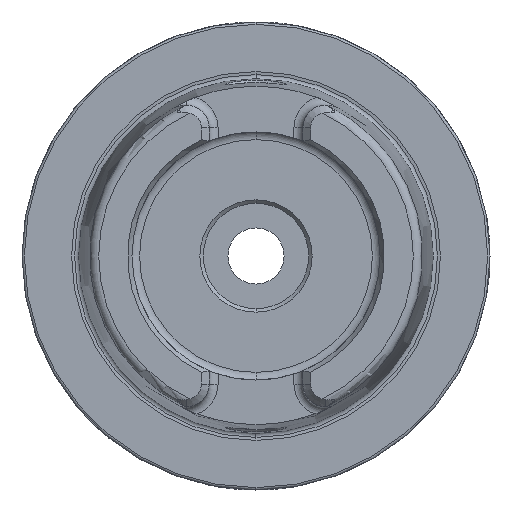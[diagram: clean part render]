
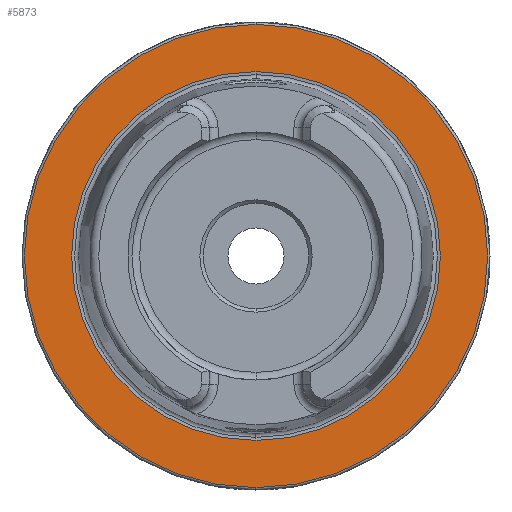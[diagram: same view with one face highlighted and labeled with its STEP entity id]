
A CAD part, left-side view. The second image highlights one B-rep face of the part: STEP entity #5873.
In plain terms, the highlighted planar face has unit normal (-1, 0, 0).
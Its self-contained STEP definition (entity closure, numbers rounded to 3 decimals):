
#644 = CARTESIAN_POINT ( 'NONE',  ( 0., 49.5, 0. ) ) ;
#657 = FACE_BOUND ( 'NONE', #4101, .T. ) ;
#660 = FACE_OUTER_BOUND ( 'NONE', #4005, .T. ) ;
#661 = PLANE ( 'NONE',  #5613 ) ;
#664 = DIRECTION ( 'NONE',  ( 1., 0., 0. ) ) ;
#665 = DIRECTION ( 'NONE',  ( 0., 0., -1. ) ) ;
#714 = DIRECTION ( 'NONE',  ( 0., 0., 1. ) ) ;
#717 = CARTESIAN_POINT ( 'NONE',  ( 0., 0., 0. ) ) ;
#719 = DIRECTION ( 'NONE',  ( -1., 0., 0. ) ) ;
#928 = CARTESIAN_POINT ( 'NONE',  ( 0., 0., 49.5 ) ) ;
#1126 = DIRECTION ( 'NONE',  ( 0., 0., 1. ) ) ;
#1195 = DIRECTION ( 'NONE',  ( -1., 0., 0. ) ) ;
#1327 = CARTESIAN_POINT ( 'NONE',  ( 0., 0., 0. ) ) ;
#2491 = ORIENTED_EDGE ( 'NONE', *, *, #4315, .T. ) ;
#2782 = ORIENTED_EDGE ( 'NONE', *, *, #4342, .T. ) ;
#2832 = ORIENTED_EDGE ( 'NONE', *, *, #4350, .F. ) ;
#2965 = CIRCLE ( 'NONE', #2968, 49.5 ) ;
#2968 = AXIS2_PLACEMENT_3D ( 'NONE', #717, #719, #714 ) ;
#3636 = CIRCLE ( 'NONE', #3637, 39.405 ) ;
#3637 = AXIS2_PLACEMENT_3D ( 'NONE', #7682, #7681, #7680 ) ;
#3646 = CIRCLE ( 'NONE', #3647, 49.5 ) ;
#3647 = AXIS2_PLACEMENT_3D ( 'NONE', #8294, #8293, #8292 ) ;
#3709 = ORIENTED_EDGE ( 'NONE', *, *, #4270, .F. ) ;
#3932 = VERTEX_POINT ( 'NONE', #7906 ) ;
#3935 = VERTEX_POINT ( 'NONE', #7903 ) ;
#3936 = VERTEX_POINT ( 'NONE', #7902 ) ;
#4005 = EDGE_LOOP ( 'NONE', ( #2491, #2782 ) ) ;
#4101 = EDGE_LOOP ( 'NONE', ( #2832, #3709 ) ) ;
#4270 = EDGE_CURVE ( 'NONE', #3936, #3935, #3636, .T. ) ;
#4315 = EDGE_CURVE ( 'NONE', #6709, #3932, #3646, .T. ) ;
#4342 = EDGE_CURVE ( 'NONE', #3932, #6709, #2965, .T. ) ;
#4350 = EDGE_CURVE ( 'NONE', #3935, #3936, #8374, .T. ) ;
#5613 = AXIS2_PLACEMENT_3D ( 'NONE', #644, #664, #665 ) ;
#5873 = ADVANCED_FACE ( 'NONE', ( #657, #660 ), #661, .F. ) ;
#6709 = VERTEX_POINT ( 'NONE', #928 ) ;
#7680 = DIRECTION ( 'NONE',  ( 0., 0., 1. ) ) ;
#7681 = DIRECTION ( 'NONE',  ( -1., 0., 0. ) ) ;
#7682 = CARTESIAN_POINT ( 'NONE',  ( 0., 0., 0. ) ) ;
#7902 = CARTESIAN_POINT ( 'NONE',  ( 0., 0., -39.405 ) ) ;
#7903 = CARTESIAN_POINT ( 'NONE',  ( 0., 0., 39.405 ) ) ;
#7906 = CARTESIAN_POINT ( 'NONE',  ( 0., 0., -49.5 ) ) ;
#8292 = DIRECTION ( 'NONE',  ( 0., 0., 1. ) ) ;
#8293 = DIRECTION ( 'NONE',  ( -1., 0., 0. ) ) ;
#8294 = CARTESIAN_POINT ( 'NONE',  ( 0., 0., 0. ) ) ;
#8374 = CIRCLE ( 'NONE', #8378, 39.405 ) ;
#8378 = AXIS2_PLACEMENT_3D ( 'NONE', #1327, #1195, #1126 ) ;
